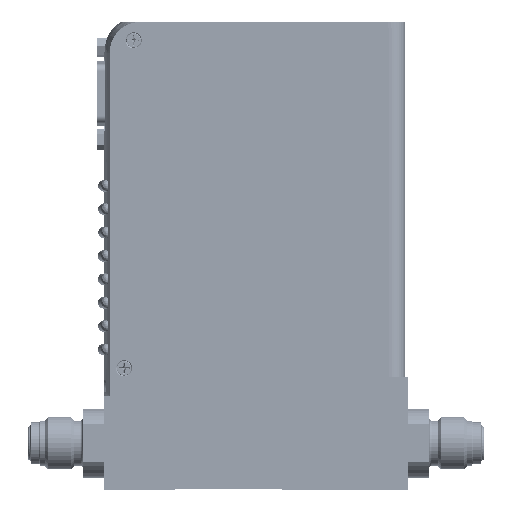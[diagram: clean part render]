
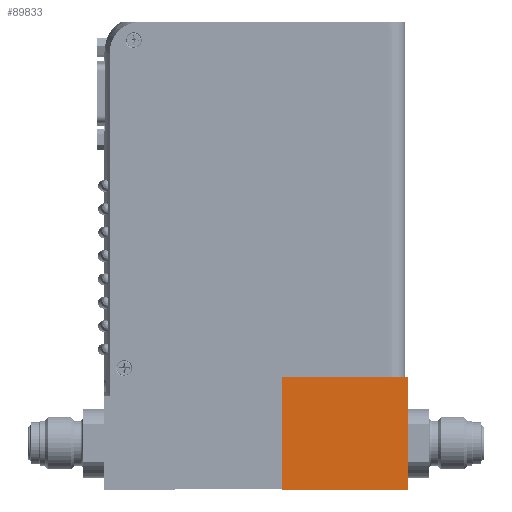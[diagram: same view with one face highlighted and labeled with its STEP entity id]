
A CAD part, top view. The second image highlights one B-rep face of the part: STEP entity #89833.
In plain terms, the highlighted planar face has unit normal (0, 0, -1).
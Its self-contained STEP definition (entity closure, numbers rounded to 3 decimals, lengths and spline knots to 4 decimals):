
#3448 = DIRECTION ( 'NONE',  ( 0., -1., 0. ) ) ;
#33980 = CARTESIAN_POINT ( 'NONE',  ( 1.0259, 1.2, 0.74 ) ) ;
#37265 = LINE ( 'NONE', #155994, #119916 ) ;
#39727 = VERTEX_POINT ( 'NONE', #82497 ) ;
#42659 = EDGE_CURVE ( 'NONE', #39727, #129492, #93180, .T. ) ;
#44439 = DIRECTION ( 'NONE',  ( 1., 0., 0. ) ) ;
#53493 = CARTESIAN_POINT ( 'NONE',  ( -0.3191, 1.2, 0.74 ) ) ;
#69102 = DIRECTION ( 'NONE',  ( -1., 0., 0. ) ) ;
#73559 = CARTESIAN_POINT ( 'NONE',  ( 1.0259, 1.2, 0.74 ) ) ;
#75416 = EDGE_CURVE ( 'NONE', #142644, #149361, #164053, .T. ) ;
#80120 = ORIENTED_EDGE ( 'NONE', *, *, #75416, .T. ) ;
#82497 = CARTESIAN_POINT ( 'NONE',  ( -0.3191, -0.007, 0.74 ) ) ;
#84801 = ORIENTED_EDGE ( 'NONE', *, *, #42659, .T. ) ;
#89833 = ADVANCED_FACE ( 'NONE', ( #145052 ), #115315, .T. ) ;
#93180 = LINE ( 'NONE', #93220, #166012 ) ;
#93220 = CARTESIAN_POINT ( 'NONE',  ( -0.3191, 1.2, 0.74 ) ) ;
#102892 = AXIS2_PLACEMENT_3D ( 'NONE', #53493, #162144, #69102 ) ;
#115315 = PLANE ( 'NONE',  #102892 ) ;
#118680 = ORIENTED_EDGE ( 'NONE', *, *, #151850, .T. ) ;
#119916 = VECTOR ( 'NONE', #171622, 39.3701 ) ;
#123839 = LINE ( 'NONE', #168013, #201595 ) ;
#129492 = VERTEX_POINT ( 'NONE', #185129 ) ;
#132358 = ORIENTED_EDGE ( 'NONE', *, *, #147084, .T. ) ;
#142644 = VERTEX_POINT ( 'NONE', #73559 ) ;
#143613 = EDGE_LOOP ( 'NONE', ( #84801, #118680, #80120, #132358 ) ) ;
#145052 = FACE_OUTER_BOUND ( 'NONE', #143613, .T. ) ;
#147084 = EDGE_CURVE ( 'NONE', #149361, #39727, #37265, .T. ) ;
#149361 = VERTEX_POINT ( 'NONE', #160353 ) ;
#151850 = EDGE_CURVE ( 'NONE', #129492, #142644, #123839, .T. ) ;
#155994 = CARTESIAN_POINT ( 'NONE',  ( -0.3191, -0.007, 0.74 ) ) ;
#159203 = VECTOR ( 'NONE', #3448, 39.3701 ) ;
#160353 = CARTESIAN_POINT ( 'NONE',  ( 1.0259, -0.007, 0.74 ) ) ;
#162144 = DIRECTION ( 'NONE',  ( 0., 0., -1. ) ) ;
#164053 = LINE ( 'NONE', #33980, #159203 ) ;
#166012 = VECTOR ( 'NONE', #178879, 39.3701 ) ;
#168013 = CARTESIAN_POINT ( 'NONE',  ( -0.3191, 1.2, 0.74 ) ) ;
#171622 = DIRECTION ( 'NONE',  ( -1., 0., 0. ) ) ;
#178879 = DIRECTION ( 'NONE',  ( 0., 1., 0. ) ) ;
#185129 = CARTESIAN_POINT ( 'NONE',  ( -0.3191, 1.2, 0.74 ) ) ;
#201595 = VECTOR ( 'NONE', #44439, 39.3701 ) ;
